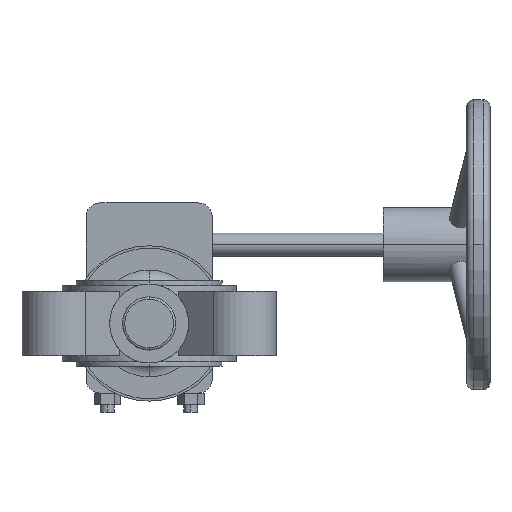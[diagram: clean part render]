
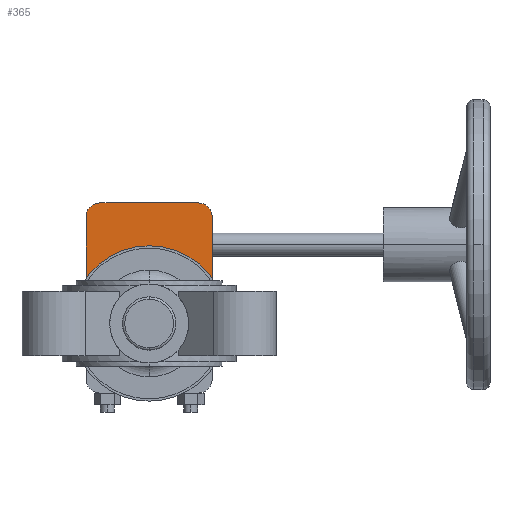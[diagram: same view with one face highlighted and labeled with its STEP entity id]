
A CAD part, front view. The second image highlights one B-rep face of the part: STEP entity #365.
In plain terms, the highlighted planar face has unit normal (0, -1, 0).
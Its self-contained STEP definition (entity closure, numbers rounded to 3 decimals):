
#365 = ADVANCED_FACE( '', ( #899 ), #900, .F. );
#899 = FACE_OUTER_BOUND( '', #1455, .T. );
#900 = PLANE( '', #1456 );
#1455 = EDGE_LOOP( '', ( #3527, #3528, #3529, #3530, #3531, #3532, #3533, #3534, #3535, #3536, #3537, #3538, #3539, #3540, #3541, #3542, #3543, #3544, #3545, #3546 ) );
#1456 = AXIS2_PLACEMENT_3D( '', #3547, #3548, #3549 );
#3527 = ORIENTED_EDGE( '', *, *, #4385, .T. );
#3528 = ORIENTED_EDGE( '', *, *, #4381, .T. );
#3529 = ORIENTED_EDGE( '', *, *, #4428, .T. );
#3530 = ORIENTED_EDGE( '', *, *, #4425, .T. );
#3531 = ORIENTED_EDGE( '', *, *, #4421, .T. );
#3532 = ORIENTED_EDGE( '', *, *, #4437, .F. );
#3533 = ORIENTED_EDGE( '', *, *, #4396, .T. );
#3534 = ORIENTED_EDGE( '', *, *, #4387, .T. );
#3535 = ORIENTED_EDGE( '', *, *, #4419, .T. );
#3536 = ORIENTED_EDGE( '', *, *, #4416, .T. );
#3537 = ORIENTED_EDGE( '', *, *, #4413, .T. );
#3538 = ORIENTED_EDGE( '', *, *, #4142, .F. );
#3539 = ORIENTED_EDGE( '', *, *, #4438, .F. );
#3540 = ORIENTED_EDGE( '', *, *, #4439, .F. );
#3541 = ORIENTED_EDGE( '', *, *, #4440, .F. );
#3542 = ORIENTED_EDGE( '', *, *, #4441, .F. );
#3543 = ORIENTED_EDGE( '', *, *, #4442, .F. );
#3544 = ORIENTED_EDGE( '', *, *, #4443, .F. );
#3545 = ORIENTED_EDGE( '', *, *, #4444, .F. );
#3546 = ORIENTED_EDGE( '', *, *, #4136, .F. );
#3547 = CARTESIAN_POINT( '', ( 0., 137., -18.5 ) );
#3548 = DIRECTION( '', ( 0., 1., 0. ) );
#3549 = DIRECTION( '', ( 0., 0., -1. ) );
#4136 = EDGE_CURVE( '', #5128, #5124, #5130, .T. );
#4142 = EDGE_CURVE( '', #5137, #5140, #5141, .T. );
#4381 = EDGE_CURVE( '', #5542, #5543, #5544, .T. );
#4385 = EDGE_CURVE( '', #5128, #5542, #5550, .T. );
#4387 = EDGE_CURVE( '', #5552, #5553, #5554, .T. );
#4396 = EDGE_CURVE( '', #5569, #5552, #5570, .T. );
#4413 = EDGE_CURVE( '', #5597, #5140, #5598, .T. );
#4416 = EDGE_CURVE( '', #5602, #5597, #5603, .T. );
#4419 = EDGE_CURVE( '', #5553, #5602, #5607, .T. );
#4421 = EDGE_CURVE( '', #5609, #5610, #5611, .T. );
#4425 = EDGE_CURVE( '', #5617, #5609, #5618, .T. );
#4428 = EDGE_CURVE( '', #5543, #5617, #5622, .T. );
#4437 = EDGE_CURVE( '', #5569, #5610, #5634, .T. );
#4438 = EDGE_CURVE( '', #5635, #5137, #5636, .T. );
#4439 = EDGE_CURVE( '', #5637, #5635, #5638, .T. );
#4440 = EDGE_CURVE( '', #5639, #5637, #5640, .T. );
#4441 = EDGE_CURVE( '', #5641, #5639, #5642, .T. );
#4442 = EDGE_CURVE( '', #5643, #5641, #5644, .T. );
#4443 = EDGE_CURVE( '', #5645, #5643, #5646, .T. );
#4444 = EDGE_CURVE( '', #5124, #5645, #5647, .T. );
#5124 = VERTEX_POINT( '', #7405 );
#5128 = VERTEX_POINT( '', #7410 );
#5130 = CIRCLE( '', #7421, 25.029 );
#5137 = VERTEX_POINT( '', #7448 );
#5140 = VERTEX_POINT( '', #7452 );
#5141 = CIRCLE( '', #7453, 25.029 );
#5542 = VERTEX_POINT( '', #8885 );
#5543 = VERTEX_POINT( '', #8886 );
#5544 = CIRCLE( '', #8887, 9. );
#5550 = LINE( '', #8895, #8896 );
#5552 = VERTEX_POINT( '', #8899 );
#5553 = VERTEX_POINT( '', #8900 );
#5554 = CIRCLE( '', #8901, 9. );
#5569 = VERTEX_POINT( '', #8923 );
#5570 = LINE( '', #8924, #8925 );
#5597 = VERTEX_POINT( '', #8982 );
#5598 = LINE( '', #8983, #8984 );
#5602 = VERTEX_POINT( '', #8990 );
#5603 = CIRCLE( '', #8991, 9. );
#5607 = CIRCLE( '', #8996, 2. );
#5609 = VERTEX_POINT( '', #8998 );
#5610 = VERTEX_POINT( '', #8999 );
#5611 = LINE( '', #9000, #9001 );
#5617 = VERTEX_POINT( '', #9018 );
#5618 = CIRCLE( '', #9019, 9. );
#5622 = CIRCLE( '', #9024, 2. );
#5634 = CIRCLE( '', #9077, 25.029 );
#5635 = VERTEX_POINT( '', #9078 );
#5636 = LINE( '', #9079, #9080 );
#5637 = VERTEX_POINT( '', #9081 );
#5638 = LINE( '', #9082, #9083 );
#5639 = VERTEX_POINT( '', #9084 );
#5640 = CIRCLE( '', #9085, 6. );
#5641 = VERTEX_POINT( '', #9086 );
#5642 = LINE( '', #9087, #9088 );
#5643 = VERTEX_POINT( '', #9089 );
#5644 = CIRCLE( '', #9090, 6. );
#5645 = VERTEX_POINT( '', #9091 );
#5646 = LINE( '', #9092, #9093 );
#5647 = LINE( '', #9094, #9095 );
#7405 = CARTESIAN_POINT( '', ( -25.029, 137., -18.5 ) );
#7410 = CARTESIAN_POINT( '', ( -21.588, 137., -5.834 ) );
#7421 = AXIS2_PLACEMENT_3D( '', #9844, #9845, #9846 );
#7448 = CARTESIAN_POINT( '', ( 25.029, 137., -18.5 ) );
#7452 = CARTESIAN_POINT( '', ( 21.588, 137., -5.834 ) );
#7453 = AXIS2_PLACEMENT_3D( '', #9850, #9851, #9852 );
#8885 = CARTESIAN_POINT( '', ( -22.37, 137., -4.717 ) );
#8886 = CARTESIAN_POINT( '', ( -23.371, 137., 3.744 ) );
#8887 = AXIS2_PLACEMENT_3D( '', #10265, #10266, #10267 );
#8895 = CARTESIAN_POINT( '', ( -15.452, 137., -14.597 ) );
#8896 = VECTOR( '', #10273, 1. );
#8899 = CARTESIAN_POINT( '', ( 13.783, 137., 3.87 ) );
#8900 = CARTESIAN_POINT( '', ( 22.244, 137., 4.871 ) );
#8901 = AXIS2_PLACEMENT_3D( '', #10275, #10276, #10277 );
#8923 = CARTESIAN_POINT( '', ( 12.666, 137., 3.088 ) );
#8924 = CARTESIAN_POINT( '', ( 3.903, 137., -3.048 ) );
#8925 = VECTOR( '', #10291, 1. );
#8982 = CARTESIAN_POINT( '', ( 22.37, 137., -4.717 ) );
#8983 = CARTESIAN_POINT( '', ( 14.286, 137., -16.262 ) );
#8984 = VECTOR( '', #10313, 1. );
#8990 = CARTESIAN_POINT( '', ( 23.371, 137., 3.744 ) );
#8991 = AXIS2_PLACEMENT_3D( '', #10316, #10317, #10318 );
#8996 = AXIS2_PLACEMENT_3D( '', #10323, #10324, #10325 );
#8998 = CARTESIAN_POINT( '', ( -13.783, 137., 3.87 ) );
#8999 = CARTESIAN_POINT( '', ( -12.666, 137., 3.088 ) );
#9000 = CARTESIAN_POINT( '', ( -2.238, 137., -4.214 ) );
#9001 = VECTOR( '', #10329, 1. );
#9018 = CARTESIAN_POINT( '', ( -22.244, 137., 4.871 ) );
#9019 = AXIS2_PLACEMENT_3D( '', #10332, #10333, #10334 );
#9024 = AXIS2_PLACEMENT_3D( '', #10339, #10340, #10341 );
#9077 = AXIS2_PLACEMENT_3D( '', #10353, #10354, #10355 );
#9078 = CARTESIAN_POINT( '', ( 27.2, 137., -18.5 ) );
#9079 = CARTESIAN_POINT( '', ( 27.2, 137., -18.5 ) );
#9080 = VECTOR( '', #10356, 1. );
#9081 = CARTESIAN_POINT( '', ( 27.2, 137., 27.5 ) );
#9082 = CARTESIAN_POINT( '', ( 27.2, 137., 27.5 ) );
#9083 = VECTOR( '', #10357, 1. );
#9084 = CARTESIAN_POINT( '', ( 21.2, 137., 33.5 ) );
#9085 = AXIS2_PLACEMENT_3D( '', #10358, #10359, #10360 );
#9086 = CARTESIAN_POINT( '', ( -21.2, 137., 33.5 ) );
#9087 = CARTESIAN_POINT( '', ( -21.2, 137., 33.5 ) );
#9088 = VECTOR( '', #10361, 1. );
#9089 = CARTESIAN_POINT( '', ( -27.2, 137., 27.5 ) );
#9090 = AXIS2_PLACEMENT_3D( '', #10362, #10363, #10364 );
#9091 = CARTESIAN_POINT( '', ( -27.2, 137., -18.5 ) );
#9092 = CARTESIAN_POINT( '', ( -27.2, 137., -18.5 ) );
#9093 = VECTOR( '', #10365, 1. );
#9094 = CARTESIAN_POINT( '', ( 27.2, 137., -18.5 ) );
#9095 = VECTOR( '', #10366, 1. );
#9844 = CARTESIAN_POINT( '', ( 0., 137., -18.5 ) );
#9845 = DIRECTION( '', ( 0., -1., 0. ) );
#9846 = DIRECTION( '', ( -1., 0., 0. ) );
#9850 = CARTESIAN_POINT( '', ( 0., 137., -18.5 ) );
#9851 = DIRECTION( '', ( 0., -1., 0. ) );
#9852 = DIRECTION( '', ( -1., 0., 0. ) );
#10265 = CARTESIAN_POINT( '', ( -14.998, 137., 0.445 ) );
#10266 = DIRECTION( '', ( 0., 1., 0. ) );
#10267 = DIRECTION( '', ( -0.819, 0., -0.574 ) );
#10273 = DIRECTION( '', ( -0.574, 0., 0.819 ) );
#10275 = CARTESIAN_POINT( '', ( 18.945, 137., -3.502 ) );
#10276 = DIRECTION( '', ( 0., 1., 0. ) );
#10277 = DIRECTION( '', ( -0.574, 0., 0.819 ) );
#10291 = DIRECTION( '', ( 0.819, 0., 0.574 ) );
#10313 = DIRECTION( '', ( -0.574, 0., -0.819 ) );
#10316 = CARTESIAN_POINT( '', ( 14.998, 137., 0.445 ) );
#10317 = DIRECTION( '', ( 0., 1., 0. ) );
#10318 = DIRECTION( '', ( 0.93, 0., 0.367 ) );
#10323 = CARTESIAN_POINT( '', ( 21.511, 137., 3.011 ) );
#10324 = DIRECTION( '', ( 0., 1., 0. ) );
#10325 = DIRECTION( '', ( 0.367, 0., 0.93 ) );
#10329 = DIRECTION( '', ( 0.819, 0., -0.574 ) );
#10332 = CARTESIAN_POINT( '', ( -18.945, 137., -3.502 ) );
#10333 = DIRECTION( '', ( 0., 1., 0. ) );
#10334 = DIRECTION( '', ( -0.367, 0., 0.93 ) );
#10339 = CARTESIAN_POINT( '', ( -21.511, 137., 3.011 ) );
#10340 = DIRECTION( '', ( 0., 1., 0. ) );
#10341 = DIRECTION( '', ( -0.93, 0., 0.367 ) );
#10353 = CARTESIAN_POINT( '', ( 0., 137., -18.5 ) );
#10354 = DIRECTION( '', ( 0., -1., 0. ) );
#10355 = DIRECTION( '', ( -1., 0., 0. ) );
#10356 = DIRECTION( '', ( -1., 0., 0. ) );
#10357 = DIRECTION( '', ( 0., 0., -1. ) );
#10358 = CARTESIAN_POINT( '', ( 21.2, 137., 27.5 ) );
#10359 = DIRECTION( '', ( 0., 1., 0. ) );
#10360 = DIRECTION( '', ( 0., 0., 1. ) );
#10361 = DIRECTION( '', ( 1., 0., 0. ) );
#10362 = CARTESIAN_POINT( '', ( -21.2, 137., 27.5 ) );
#10363 = DIRECTION( '', ( 0., 1., 0. ) );
#10364 = DIRECTION( '', ( -1., 0., 0. ) );
#10365 = DIRECTION( '', ( 0., 0., 1. ) );
#10366 = DIRECTION( '', ( -1., 0., 0. ) );
